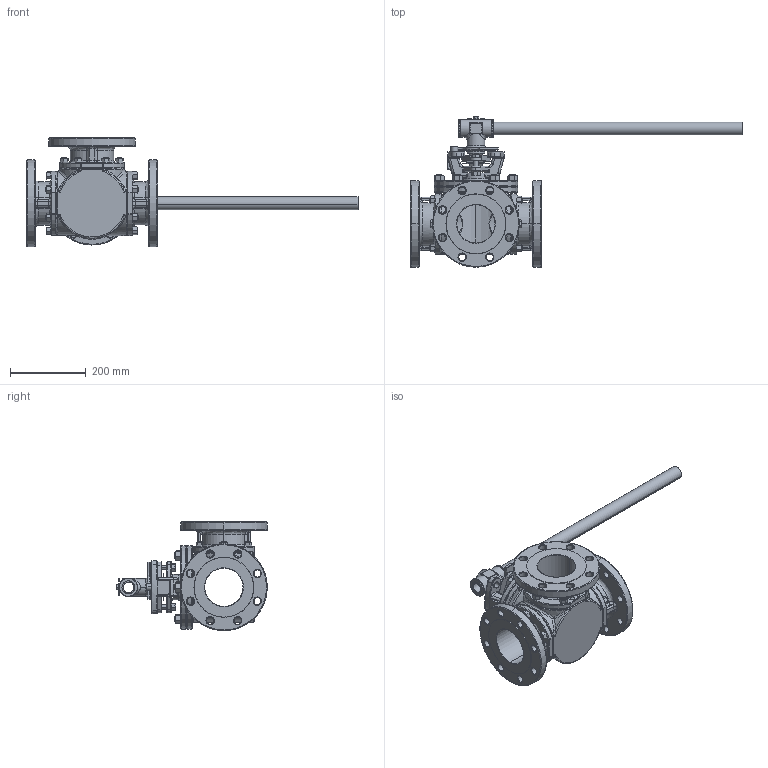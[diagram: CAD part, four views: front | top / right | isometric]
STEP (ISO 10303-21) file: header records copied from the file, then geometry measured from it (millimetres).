
FILE_DESCRIPTION (( 'STEP AP214' ), '1' );
FILE_NAME ('31-F1-0400-XXX.step', '2019-08-21T18:09:43', ( '' ), ( '' ), 'SwSTEP 2.0', 'SolidWorks 2019', '' );
FILE_SCHEMA (( 'AUTOMOTIVE_DESIGN' ));
Length unit declared in the file: inch
Products named in the file (2): 31-F1-0400-XXX
Bounding box: 876.01 x 397.1 x 288.29 mm (x, y, z)
Surface area: 991402.8 mm2 (no closed solid volume)
Topology: 0 solids, 72 shells, 1211 faces, 3479 edges, 2253 vertices
Faces by surface type: cylinder 404, plane 309, bspline 306, cone 192
Entity records: 77685 total; most frequent: CARTESIAN_POINT 32916, ORIENTED_EDGE 5841, DIRECTION 5768, EDGE_CURVE 3458, AXIS2_PLACEMENT_3D 2372, VERTEX_POINT 2253, CIRCLE 1465, EDGE_LOOP 1385
